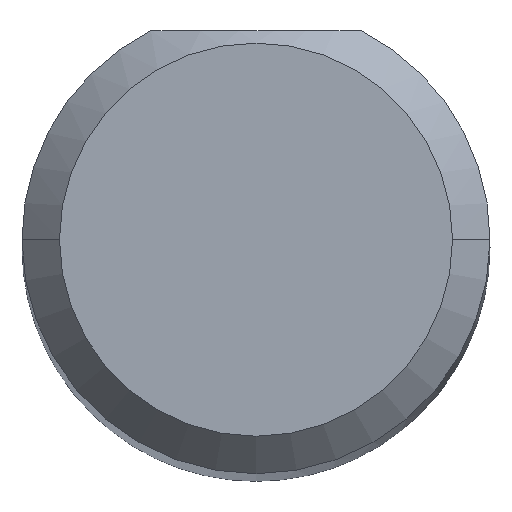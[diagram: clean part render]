
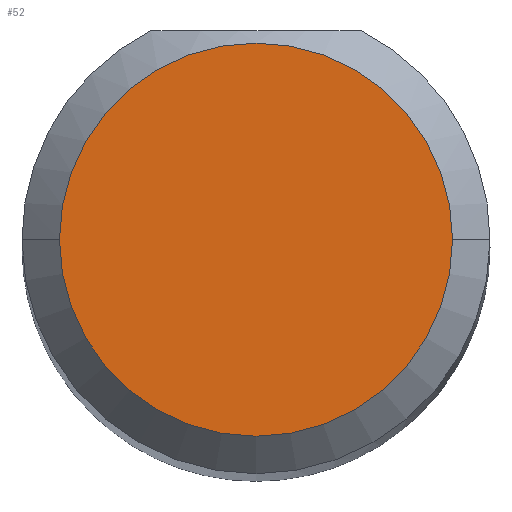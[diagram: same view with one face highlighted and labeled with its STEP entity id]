
A CAD part, top view. The second image highlights one B-rep face of the part: STEP entity #52.
In plain terms, the highlighted planar face has unit normal (0, 0, 1).
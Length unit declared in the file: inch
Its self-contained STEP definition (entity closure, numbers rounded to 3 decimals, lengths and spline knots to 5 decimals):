
#3 = DIRECTION ( 'NONE',  ( 0., 0., 1. ) ) ;
#47 = EDGE_CURVE ( 'NONE', #456, #90, #107, .T. ) ;
#52 = ADVANCED_FACE ( 'NONE', ( #393 ), #401, .T. ) ;
#90 = VERTEX_POINT ( 'NONE', #309 ) ;
#107 = CIRCLE ( 'NONE', #409, 0.07875 ) ;
#115 = AXIS2_PLACEMENT_3D ( 'NONE', #527, #303, #363 ) ;
#167 = CIRCLE ( 'NONE', #339, 0.07875 ) ;
#187 = ORIENTED_EDGE ( 'NONE', *, *, #47, .T. ) ;
#253 = CARTESIAN_POINT ( 'NONE',  ( 0., 0., 2. ) ) ;
#257 = EDGE_LOOP ( 'NONE', ( #265, #187 ) ) ;
#262 = DIRECTION ( 'NONE',  ( 1., 0., 0. ) ) ;
#265 = ORIENTED_EDGE ( 'NONE', *, *, #487, .T. ) ;
#303 = DIRECTION ( 'NONE',  ( 0., 0., 1. ) ) ;
#309 = CARTESIAN_POINT ( 'NONE',  ( -0.07875, 0., 2. ) ) ;
#339 = AXIS2_PLACEMENT_3D ( 'NONE', #253, #3, #262 ) ;
#363 = DIRECTION ( 'NONE',  ( 1., 0., 0. ) ) ;
#388 = DIRECTION ( 'NONE',  ( 0., 0., 1. ) ) ;
#393 = FACE_OUTER_BOUND ( 'NONE', #257, .T. ) ;
#401 = PLANE ( 'NONE',  #115 ) ;
#409 = AXIS2_PLACEMENT_3D ( 'NONE', #523, #388, #439 ) ;
#439 = DIRECTION ( 'NONE',  ( 1., 0., 0. ) ) ;
#456 = VERTEX_POINT ( 'NONE', #471 ) ;
#471 = CARTESIAN_POINT ( 'NONE',  ( 0.07875, 0., 2. ) ) ;
#487 = EDGE_CURVE ( 'NONE', #90, #456, #167, .T. ) ;
#523 = CARTESIAN_POINT ( 'NONE',  ( 0., 0., 2. ) ) ;
#527 = CARTESIAN_POINT ( 'NONE',  ( 0., 0., 2. ) ) ;
